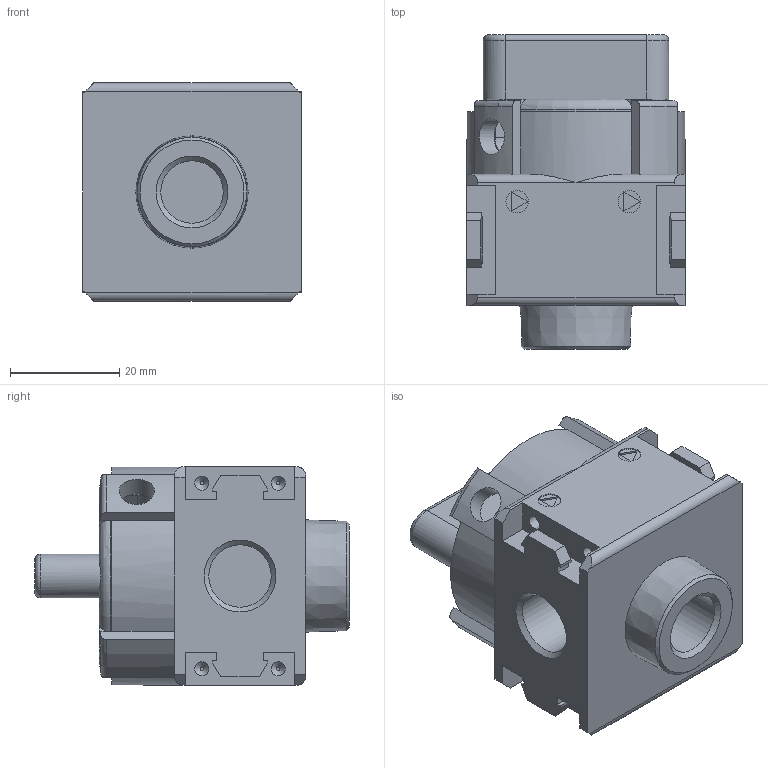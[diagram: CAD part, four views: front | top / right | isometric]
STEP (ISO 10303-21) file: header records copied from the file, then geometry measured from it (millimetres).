
FILE_DESCRIPTION( ( 'STEP AP203' ), ' ' );
FILE_NAME( '9.4001.00.000.stp', '2017-04-07T13:11:28', ( '' ), ( '' ), ' ', 'PARTsolutions', ' ' );
FILE_SCHEMA( ( 'CONFIG_CONTROL_DESIGN' ) );
Length unit declared in the file: millimetre
Products named in the file (2): 9.4001.00.000; _K 06(00)-1
Assembly tree (1 placements, depth 2):
  9.4001.00.000
    _K 06(00)-1
Bounding box: 40 x 57.6 x 40 mm (x, y, z)
Volume: 53595.2 mm3; surface area: 14626.6 mm2
Topology: 1 solids, 1 shells, 222 faces, 571 edges, 370 vertices
Faces by surface type: plane 145, cylinder 54, torus 10, cone 9, sphere 4
Full cylindrical faces by diameter (mm): 2.6 x4, 3 x4, 4.1 x4, 6.5 x2, 11.445 x3, 16 x1, 20.3 x1, 36.5 x1
Entity records: 7147 total; most frequent: CARTESIAN_POINT 1806, DIRECTION 1070, ORIENTED_EDGE 1058, EDGE_CURVE 529, VERTEX_POINT 361, LINE 360, VECTOR 360, AXIS2_PLACEMENT_3D 355
